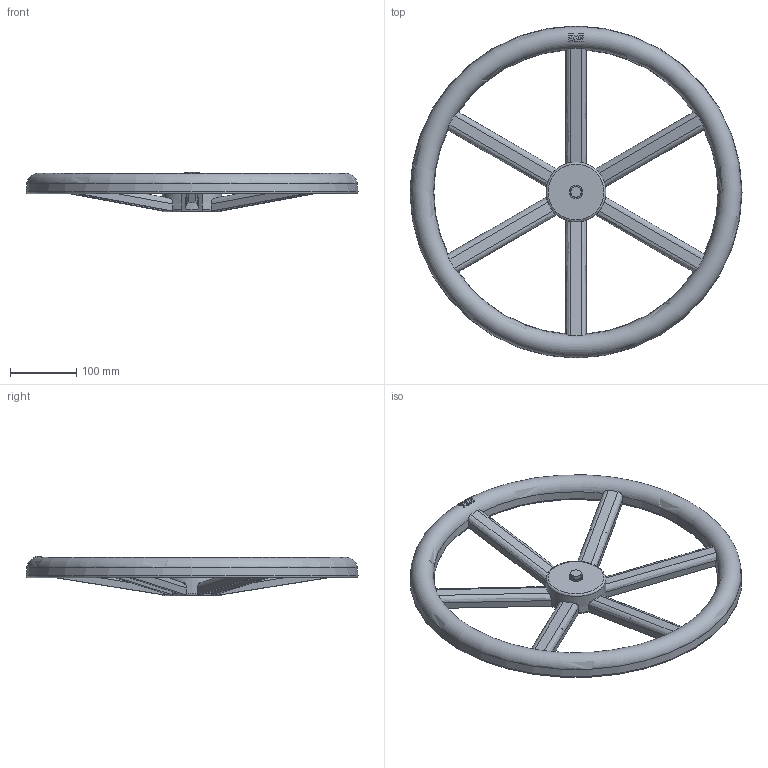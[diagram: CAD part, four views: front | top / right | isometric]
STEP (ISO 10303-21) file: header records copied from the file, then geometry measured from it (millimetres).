
FILE_DESCRIPTION (( 'STEP AP203' ), '1' );
FILE_NAME ('O_08_A_DN250-300_AA0_step.step', '2016-09-28T08:53:31', ( 'Windows User' ), ( 'AVK' ), 'SwSTEP 2.0', 'SolidWorks 2012', '' );
FILE_SCHEMA (( 'CONFIG_CONTROL_DESIGN' ));
Length unit declared in the file: millimetre
Products named in the file (1): O_08_A_DN250-300_AA0_step
Bounding box: 500 x 500 x 59.82 mm (x, y, z)
Volume: 1279957.1 mm3; surface area: 350107.3 mm2
Topology: 1 solids, 1 shells, 195 faces, 578 edges, 379 vertices
Faces by surface type: plane 106, bspline 38, torus 22, cone 20, cylinder 9
Full cylindrical faces by diameter (mm): 16 x1, 20 x1, 90 x1
Entity records: 8539 total; most frequent: CARTESIAN_POINT 4080, ORIENTED_EDGE 1122, DIRECTION 623, EDGE_CURVE 561, VERTEX_POINT 374, B_SPLINE_CURVE_WITH_KNOTS 290, AXIS2_PLACEMENT_3D 230, EDGE_LOOP 213
